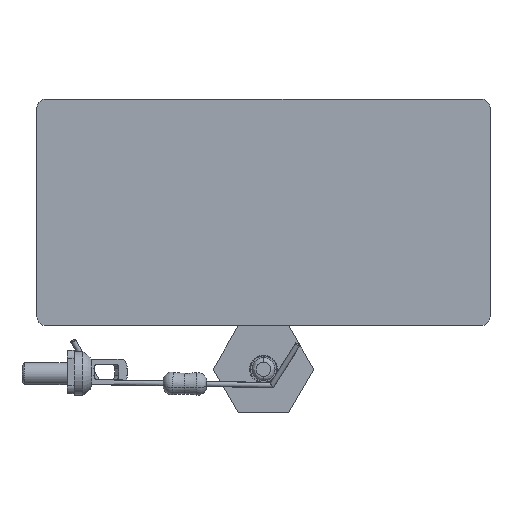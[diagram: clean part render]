
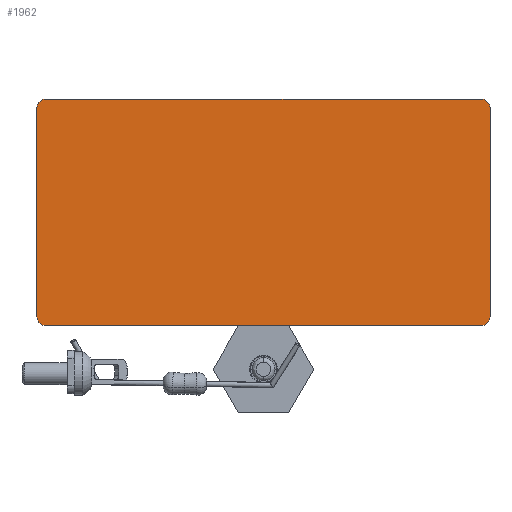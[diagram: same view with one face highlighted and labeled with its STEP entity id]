
A CAD part, front view. The second image highlights one B-rep face of the part: STEP entity #1962.
In plain terms, the highlighted planar face has unit normal (0, -1, 0).
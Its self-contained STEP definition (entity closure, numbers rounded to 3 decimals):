
#11 = AXIS2_PLACEMENT_3D ( 'NONE', #3913, #2815, #299 ) ;
#128 = DIRECTION ( 'NONE',  ( 0., 0., -1. ) ) ;
#173 = ORIENTED_EDGE ( 'NONE', *, *, #4653, .F. ) ;
#299 = DIRECTION ( 'NONE',  ( 0., 0., -1. ) ) ;
#363 = CARTESIAN_POINT ( 'NONE',  ( 26., 0., 12. ) ) ;
#440 = VECTOR ( 'NONE', #1035, 1000. ) ;
#502 = AXIS2_PLACEMENT_3D ( 'NONE', #2660, #2282, #4261 ) ;
#512 = AXIS2_PLACEMENT_3D ( 'NONE', #4194, #949, #128 ) ;
#711 = VERTEX_POINT ( 'NONE', #363 ) ;
#761 = AXIS2_PLACEMENT_3D ( 'NONE', #3528, #2834, #3201 ) ;
#789 = VERTEX_POINT ( 'NONE', #2460 ) ;
#927 = CARTESIAN_POINT ( 'NONE',  ( 25., 0., -13. ) ) ;
#949 = DIRECTION ( 'NONE',  ( 0., -1., 0. ) ) ;
#1035 = DIRECTION ( 'NONE',  ( -1., 0., 0. ) ) ;
#1081 = CARTESIAN_POINT ( 'NONE',  ( -25., 0., -13. ) ) ;
#1147 = CARTESIAN_POINT ( 'NONE',  ( -26., 0., 12. ) ) ;
#1196 = CARTESIAN_POINT ( 'NONE',  ( 26., 0., 12. ) ) ;
#1350 = EDGE_CURVE ( 'NONE', #3319, #711, #3947, .T. ) ;
#1367 = FACE_OUTER_BOUND ( 'NONE', #1904, .T. ) ;
#1406 = VERTEX_POINT ( 'NONE', #1081 ) ;
#1437 = VECTOR ( 'NONE', #3667, 1000. ) ;
#1486 = ORIENTED_EDGE ( 'NONE', *, *, #1350, .F. ) ;
#1492 = VERTEX_POINT ( 'NONE', #4387 ) ;
#1520 = VECTOR ( 'NONE', #1530, 1000. ) ;
#1530 = DIRECTION ( 'NONE',  ( 0., 0., 1. ) ) ;
#1556 = VERTEX_POINT ( 'NONE', #927 ) ;
#1718 = EDGE_CURVE ( 'NONE', #2718, #1492, #2307, .T. ) ;
#1736 = ORIENTED_EDGE ( 'NONE', *, *, #1778, .F. ) ;
#1774 = ORIENTED_EDGE ( 'NONE', *, *, #1718, .F. ) ;
#1778 = EDGE_CURVE ( 'NONE', #4238, #3319, #2056, .T. ) ;
#1904 = EDGE_LOOP ( 'NONE', ( #173, #3181, #1486, #1736, #4529, #1774, #2985, #3915 ) ) ;
#1962 = ADVANCED_FACE ( 'NONE', ( #1367 ), #2143, .T. ) ;
#1989 = DIRECTION ( 'NONE',  ( 0., 0., -1. ) ) ;
#1991 = DIRECTION ( 'NONE',  ( 0., 0., -1. ) ) ;
#2056 = LINE ( 'NONE', #5243, #1437 ) ;
#2143 = PLANE ( 'NONE',  #512 ) ;
#2282 = DIRECTION ( 'NONE',  ( 0., 1., 0. ) ) ;
#2307 = LINE ( 'NONE', #1147, #1520 ) ;
#2324 = LINE ( 'NONE', #1196, #2465 ) ;
#2454 = EDGE_CURVE ( 'NONE', #1492, #4238, #3627, .T. ) ;
#2460 = CARTESIAN_POINT ( 'NONE',  ( 26., 0., -12. ) ) ;
#2465 = VECTOR ( 'NONE', #1991, 1000. ) ;
#2624 = CARTESIAN_POINT ( 'NONE',  ( -25., 0., 13. ) ) ;
#2660 = CARTESIAN_POINT ( 'NONE',  ( 25., 0., 12. ) ) ;
#2680 = LINE ( 'NONE', #3853, #440 ) ;
#2718 = VERTEX_POINT ( 'NONE', #3046 ) ;
#2815 = DIRECTION ( 'NONE',  ( 0., 1., 0. ) ) ;
#2834 = DIRECTION ( 'NONE',  ( 0., 1., 0. ) ) ;
#2985 = ORIENTED_EDGE ( 'NONE', *, *, #4778, .F. ) ;
#3046 = CARTESIAN_POINT ( 'NONE',  ( -26., 0., -12. ) ) ;
#3094 = EDGE_CURVE ( 'NONE', #711, #789, #2324, .T. ) ;
#3129 = DIRECTION ( 'NONE',  ( 0., 1., 0. ) ) ;
#3181 = ORIENTED_EDGE ( 'NONE', *, *, #3094, .F. ) ;
#3201 = DIRECTION ( 'NONE',  ( 0., 0., -1. ) ) ;
#3319 = VERTEX_POINT ( 'NONE', #4617 ) ;
#3528 = CARTESIAN_POINT ( 'NONE',  ( -25., 0., 12. ) ) ;
#3627 = CIRCLE ( 'NONE', #761, 1. ) ;
#3667 = DIRECTION ( 'NONE',  ( 1., 0., 0. ) ) ;
#3678 = EDGE_CURVE ( 'NONE', #1556, #1406, #2680, .T. ) ;
#3821 = CIRCLE ( 'NONE', #4758, 1. ) ;
#3853 = CARTESIAN_POINT ( 'NONE',  ( -25., 0., -13. ) ) ;
#3913 = CARTESIAN_POINT ( 'NONE',  ( -25., 0., -12. ) ) ;
#3915 = ORIENTED_EDGE ( 'NONE', *, *, #3678, .F. ) ;
#3947 = CIRCLE ( 'NONE', #502, 1. ) ;
#4194 = CARTESIAN_POINT ( 'NONE',  ( 25., 0., -12. ) ) ;
#4238 = VERTEX_POINT ( 'NONE', #2624 ) ;
#4261 = DIRECTION ( 'NONE',  ( 0., 0., 1. ) ) ;
#4387 = CARTESIAN_POINT ( 'NONE',  ( -26., 0., 12. ) ) ;
#4529 = ORIENTED_EDGE ( 'NONE', *, *, #2454, .F. ) ;
#4617 = CARTESIAN_POINT ( 'NONE',  ( 25., 0., 13. ) ) ;
#4653 = EDGE_CURVE ( 'NONE', #789, #1556, #3821, .T. ) ;
#4758 = AXIS2_PLACEMENT_3D ( 'NONE', #4859, #3129, #1989 ) ;
#4778 = EDGE_CURVE ( 'NONE', #1406, #2718, #4941, .T. ) ;
#4859 = CARTESIAN_POINT ( 'NONE',  ( 25., 0., -12. ) ) ;
#4941 = CIRCLE ( 'NONE', #11, 1. ) ;
#5243 = CARTESIAN_POINT ( 'NONE',  ( -25., 0., 13. ) ) ;
